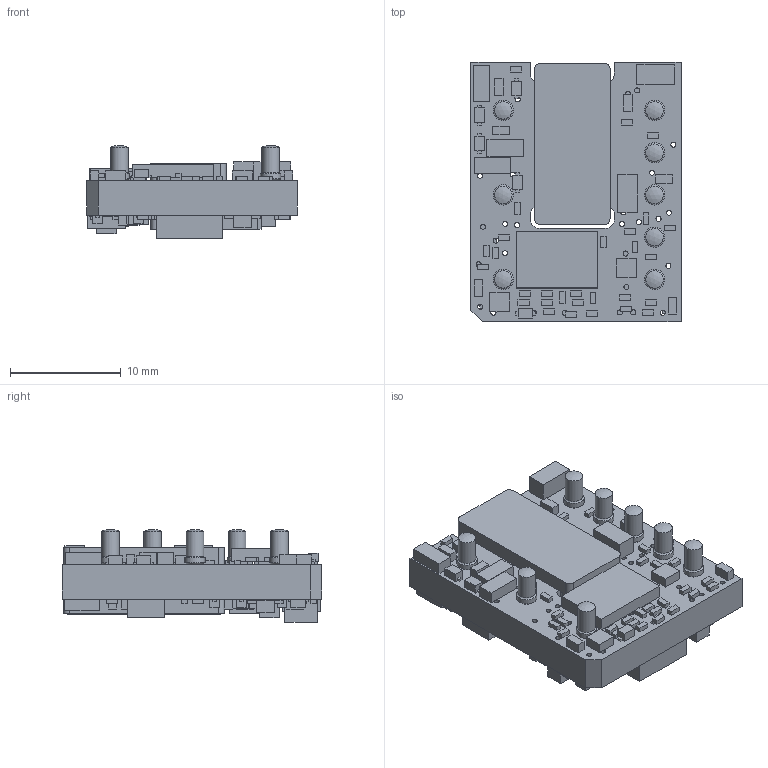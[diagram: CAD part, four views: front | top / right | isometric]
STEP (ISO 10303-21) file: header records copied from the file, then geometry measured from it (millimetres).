
FILE_DESCRIPTION (( 'STEP AP214' ), '1' );
FILE_NAME ('mps_dcdc_ult_smt_a.STEP', '2014-08-06T15:10:02', ( 'deleteme' ), ( '' ), 'SwSTEP 2.0', 'SolidWorks 2013', '' );
FILE_SCHEMA (( 'AUTOMOTIVE_DESIGN' ));
Length unit declared in the file: millimetre
Products named in the file (1): mps_dcdc_ult_smt_a
Bounding box: 18.95 x 23.39 x 8.38 mm (x, y, z)
Surface area: 2585.2 mm2 (no closed solid volume)
Topology: 0 solids, 99 shells, 760 faces, 2323 edges, 1620 vertices
Faces by surface type: plane 614, cylinder 122, sphere 8, cone 8, torus 8
Full cylindrical faces by diameter (mm): 0.457 x41, 1.194 x8, 1.575 x8, 1.829 x8
Entity records: 33355 total; most frequent: CARTESIAN_POINT 4623, DIRECTION 4180, ORIENTED_EDGE 3526, EDGE_CURVE 2242, LINE 1826, VECTOR 1826, VERTEX_POINT 1620, AXIS2_PLACEMENT_3D 1177
